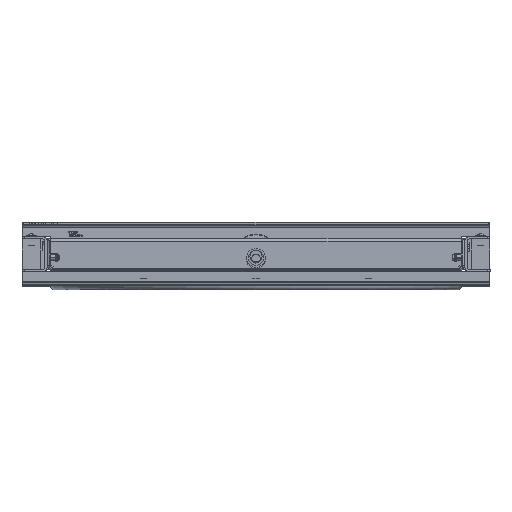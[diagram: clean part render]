
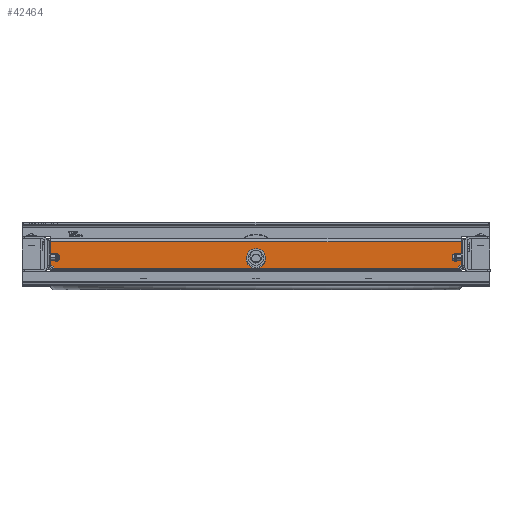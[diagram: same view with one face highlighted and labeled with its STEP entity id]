
A CAD part, front view. The second image highlights one B-rep face of the part: STEP entity #42464.
In plain terms, the highlighted planar face has unit normal (0, -1, 0).
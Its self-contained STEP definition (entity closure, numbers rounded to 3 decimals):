
#539 = EDGE_CURVE ( 'NONE', #47087, #45181, #9941, .T. ) ;
#755 = LINE ( 'NONE', #29733, #42957 ) ;
#1548 = EDGE_CURVE ( 'NONE', #17373, #39001, #15104, .T. ) ;
#2464 = CARTESIAN_POINT ( 'NONE',  ( 443.5, 94., 67.4 ) ) ;
#2739 = CARTESIAN_POINT ( 'NONE',  ( 468.5, 94., 75.5 ) ) ;
#2840 = ORIENTED_EDGE ( 'NONE', *, *, #52679, .T. ) ;
#3031 = VERTEX_POINT ( 'NONE', #25681 ) ;
#3292 = LINE ( 'NONE', #13644, #22528 ) ;
#3819 = EDGE_CURVE ( 'NONE', #20146, #16381, #34568, .T. ) ;
#4386 = DIRECTION ( 'NONE',  ( 0., 0., -1. ) ) ;
#4460 = DIRECTION ( 'NONE',  ( -1., 0., 0. ) ) ;
#4757 = CARTESIAN_POINT ( 'NONE',  ( 443.5, 94., 81.2 ) ) ;
#5526 = PLANE ( 'NONE',  #37846 ) ;
#5833 = VECTOR ( 'NONE', #35547, 1000. ) ;
#6228 = VECTOR ( 'NONE', #39466, 1000. ) ;
#6368 = VERTEX_POINT ( 'NONE', #7899 ) ;
#6507 = ORIENTED_EDGE ( 'NONE', *, *, #41600, .T. ) ;
#7899 = CARTESIAN_POINT ( 'NONE',  ( 430.5, 94., 37.5 ) ) ;
#8129 = CARTESIAN_POINT ( 'NONE',  ( 438.5, 94., 56.2 ) ) ;
#9029 = LINE ( 'NONE', #25635, #38797 ) ;
#9568 = DIRECTION ( 'NONE',  ( 0., -1., 0. ) ) ;
#9941 = LINE ( 'NONE', #4757, #24104 ) ;
#10289 = EDGE_CURVE ( 'NONE', #17373, #11385, #39824, .T. ) ;
#10734 = ORIENTED_EDGE ( 'NONE', *, *, #35096, .T. ) ;
#11385 = VERTEX_POINT ( 'NONE', #11386 ) ;
#11386 = CARTESIAN_POINT ( 'NONE',  ( -8.933, 94., 38.454 ) ) ;
#11814 = VECTOR ( 'NONE', #53787, 1000. ) ;
#11829 = EDGE_CURVE ( 'NONE', #20836, #34391, #16813, .T. ) ;
#11848 = DIRECTION ( 'NONE',  ( 0., -1., 0. ) ) ;
#12190 = ORIENTED_EDGE ( 'NONE', *, *, #11829, .T. ) ;
#12201 = LINE ( 'NONE', #2739, #11814 ) ;
#12623 = ORIENTED_EDGE ( 'NONE', *, *, #46650, .T. ) ;
#12634 = CARTESIAN_POINT ( 'NONE',  ( -444., 94., 100.5 ) ) ;
#13140 = VERTEX_POINT ( 'NONE', #50904 ) ;
#13644 = CARTESIAN_POINT ( 'NONE',  ( 438.5, 94., 100.5 ) ) ;
#13696 = ORIENTED_EDGE ( 'NONE', *, *, #50121, .T. ) ;
#14438 = VECTOR ( 'NONE', #4460, 1000. ) ;
#14540 = CARTESIAN_POINT ( 'NONE',  ( 443.5, 94., 81.2 ) ) ;
#15104 = LINE ( 'NONE', #33725, #33911 ) ;
#15502 = CARTESIAN_POINT ( 'NONE',  ( 443.5, 94., 81.2 ) ) ;
#16304 = CIRCLE ( 'NONE', #39718, 0.5 ) ;
#16381 = VERTEX_POINT ( 'NONE', #55154 ) ;
#16813 = LINE ( 'NONE', #35433, #19417 ) ;
#16929 = LINE ( 'NONE', #12634, #5833 ) ;
#17373 = VERTEX_POINT ( 'NONE', #26407 ) ;
#17889 = CARTESIAN_POINT ( 'NONE',  ( 438.5, 94., 93.763 ) ) ;
#18582 = ORIENTED_EDGE ( 'NONE', *, *, #32822, .T. ) ;
#19382 = DIRECTION ( 'NONE',  ( 0.408, 0., 0.913 ) ) ;
#19417 = VECTOR ( 'NONE', #30850, 1000. ) ;
#19582 = DIRECTION ( 'NONE',  ( 0., 1., 0. ) ) ;
#19596 = DIRECTION ( 'NONE',  ( 1., 0., 0. ) ) ;
#20016 = CARTESIAN_POINT ( 'NONE',  ( 443.5, 94., 37.5 ) ) ;
#20146 = VERTEX_POINT ( 'NONE', #17889 ) ;
#20836 = VERTEX_POINT ( 'NONE', #46441 ) ;
#22207 = DIRECTION ( 'NONE',  ( 1., 0., 0. ) ) ;
#22528 = VECTOR ( 'NONE', #26784, 1000. ) ;
#23304 = VERTEX_POINT ( 'NONE', #25089 ) ;
#23863 = DIRECTION ( 'NONE',  ( 0.707, 0., -0.707 ) ) ;
#23934 = CARTESIAN_POINT ( 'NONE',  ( -9.142, 94., 38. ) ) ;
#24104 = VECTOR ( 'NONE', #42629, 1000. ) ;
#24150 = CARTESIAN_POINT ( 'NONE',  ( 443.5, 94., 100.5 ) ) ;
#25089 = CARTESIAN_POINT ( 'NONE',  ( -439., 94., 45.5 ) ) ;
#25635 = CARTESIAN_POINT ( 'NONE',  ( -439., 94., 100.5 ) ) ;
#25681 = CARTESIAN_POINT ( 'NONE',  ( 8.642, 94., 37.5 ) ) ;
#26399 = VECTOR ( 'NONE', #35724, 1000. ) ;
#26407 = CARTESIAN_POINT ( 'NONE',  ( -9.142, 94., 37.5 ) ) ;
#26784 = DIRECTION ( 'NONE',  ( 0., 0., 1. ) ) ;
#27075 = EDGE_CURVE ( 'NONE', #13140, #20146, #44957, .T. ) ;
#27872 = LINE ( 'NONE', #51118, #37098 ) ;
#28121 = CARTESIAN_POINT ( 'NONE',  ( -25.25, 94., -368.25 ) ) ;
#29617 = CARTESIAN_POINT ( 'NONE',  ( -439., 94., 81.2 ) ) ;
#29733 = CARTESIAN_POINT ( 'NONE',  ( 455.821, 94., 94.999 ) ) ;
#30850 = DIRECTION ( 'NONE',  ( 0.408, 0., -0.913 ) ) ;
#31698 = VERTEX_POINT ( 'NONE', #39619 ) ;
#31761 = CARTESIAN_POINT ( 'NONE',  ( 438.5, 94., 45.5 ) ) ;
#31952 = DIRECTION ( 'NONE',  ( 0., 0., -1. ) ) ;
#32822 = EDGE_CURVE ( 'NONE', #40529, #13140, #32853, .T. ) ;
#32853 = LINE ( 'NONE', #14540, #14438 ) ;
#32945 = EDGE_CURVE ( 'NONE', #6368, #3031, #39558, .T. ) ;
#33725 = CARTESIAN_POINT ( 'NONE',  ( 443.5, 94., 37.5 ) ) ;
#33911 = VECTOR ( 'NONE', #57268, 1000. ) ;
#34391 = VERTEX_POINT ( 'NONE', #56425 ) ;
#34568 = LINE ( 'NONE', #39153, #6228 ) ;
#34749 = ORIENTED_EDGE ( 'NONE', *, *, #32945, .F. ) ;
#35096 = EDGE_CURVE ( 'NONE', #23304, #39001, #47692, .T. ) ;
#35163 = VERTEX_POINT ( 'NONE', #2464 ) ;
#35433 = CARTESIAN_POINT ( 'NONE',  ( -308.837, 94., -235.365 ) ) ;
#35547 = DIRECTION ( 'NONE',  ( 0., 0., -1. ) ) ;
#35724 = DIRECTION ( 'NONE',  ( 0., 0., -1. ) ) ;
#35932 = ORIENTED_EDGE ( 'NONE', *, *, #1548, .F. ) ;
#36093 = ORIENTED_EDGE ( 'NONE', *, *, #539, .T. ) ;
#37098 = VECTOR ( 'NONE', #4386, 1000. ) ;
#37846 = AXIS2_PLACEMENT_3D ( 'NONE', #24150, #19582, #38207 ) ;
#38207 = DIRECTION ( 'NONE',  ( 1., 0., 0. ) ) ;
#38272 = EDGE_LOOP ( 'NONE', ( #44990, #48245, #34749, #51944, #13696, #2840, #47045, #18582, #41323, #60487, #6507, #36093, #54541, #12190, #12623, #10734, #35932, #60222 ) ) ;
#38797 = VECTOR ( 'NONE', #31952, 1000. ) ;
#39001 = VERTEX_POINT ( 'NONE', #57309 ) ;
#39153 = CARTESIAN_POINT ( 'NONE',  ( 443.5, 94., 93.763 ) ) ;
#39466 = DIRECTION ( 'NONE',  ( -1., 0., 0. ) ) ;
#39558 = LINE ( 'NONE', #20016, #39779 ) ;
#39619 = CARTESIAN_POINT ( 'NONE',  ( 8.433, 94., 38.454 ) ) ;
#39718 = AXIS2_PLACEMENT_3D ( 'NONE', #49122, #11848, #22207 ) ;
#39779 = VECTOR ( 'NONE', #57308, 1000. ) ;
#39824 = CIRCLE ( 'NONE', #43692, 0.5 ) ;
#40529 = VERTEX_POINT ( 'NONE', #15502 ) ;
#40692 = VERTEX_POINT ( 'NONE', #8129 ) ;
#41152 = CIRCLE ( 'NONE', #47969, 20.75 ) ;
#41323 = ORIENTED_EDGE ( 'NONE', *, *, #27075, .T. ) ;
#41600 = EDGE_CURVE ( 'NONE', #16381, #47087, #9029, .T. ) ;
#42464 = ADVANCED_FACE ( 'NONE', ( #47388 ), #5526, .F. ) ;
#42629 = DIRECTION ( 'NONE',  ( -1., 0., 0. ) ) ;
#42957 = VECTOR ( 'NONE', #19382, 1000. ) ;
#43692 = AXIS2_PLACEMENT_3D ( 'NONE', #23934, #9568, #60037 ) ;
#43830 = VECTOR ( 'NONE', #23863, 1000. ) ;
#44649 = DIRECTION ( 'NONE',  ( 0., 0., 1. ) ) ;
#44957 = LINE ( 'NONE', #53847, #45625 ) ;
#44990 = ORIENTED_EDGE ( 'NONE', *, *, #58392, .T. ) ;
#45181 = VERTEX_POINT ( 'NONE', #50289 ) ;
#45625 = VECTOR ( 'NONE', #44649, 1000. ) ;
#45685 = EDGE_CURVE ( 'NONE', #45181, #20836, #16929, .T. ) ;
#46441 = CARTESIAN_POINT ( 'NONE',  ( -444., 94., 67.4 ) ) ;
#46650 = EDGE_CURVE ( 'NONE', #34391, #23304, #27872, .T. ) ;
#47045 = ORIENTED_EDGE ( 'NONE', *, *, #49672, .F. ) ;
#47087 = VERTEX_POINT ( 'NONE', #29617 ) ;
#47224 = EDGE_CURVE ( 'NONE', #6368, #53161, #12201, .T. ) ;
#47388 = FACE_OUTER_BOUND ( 'NONE', #38272, .T. ) ;
#47692 = LINE ( 'NONE', #28121, #43830 ) ;
#47969 = AXIS2_PLACEMENT_3D ( 'NONE', #55981, #51678, #19596 ) ;
#48245 = ORIENTED_EDGE ( 'NONE', *, *, #51250, .T. ) ;
#49122 = CARTESIAN_POINT ( 'NONE',  ( 8.642, 94., 38. ) ) ;
#49672 = EDGE_CURVE ( 'NONE', #40529, #35163, #57787, .T. ) ;
#50121 = EDGE_CURVE ( 'NONE', #53161, #40692, #3292, .T. ) ;
#50289 = CARTESIAN_POINT ( 'NONE',  ( -444., 94., 81.2 ) ) ;
#50904 = CARTESIAN_POINT ( 'NONE',  ( 438.5, 94., 81.2 ) ) ;
#51118 = CARTESIAN_POINT ( 'NONE',  ( -439., 94., 100.5 ) ) ;
#51250 = EDGE_CURVE ( 'NONE', #31698, #3031, #16304, .T. ) ;
#51678 = DIRECTION ( 'NONE',  ( 0., 1., 0. ) ) ;
#51944 = ORIENTED_EDGE ( 'NONE', *, *, #47224, .T. ) ;
#52679 = EDGE_CURVE ( 'NONE', #40692, #35163, #755, .T. ) ;
#53161 = VERTEX_POINT ( 'NONE', #31761 ) ;
#53787 = DIRECTION ( 'NONE',  ( 0.707, 0., 0.707 ) ) ;
#53847 = CARTESIAN_POINT ( 'NONE',  ( 438.5, 94., 100.5 ) ) ;
#54395 = CARTESIAN_POINT ( 'NONE',  ( 443.5, 94., 100.5 ) ) ;
#54541 = ORIENTED_EDGE ( 'NONE', *, *, #45685, .T. ) ;
#55154 = CARTESIAN_POINT ( 'NONE',  ( -439., 94., 93.763 ) ) ;
#55981 = CARTESIAN_POINT ( 'NONE',  ( -0.25, 94., 57.3 ) ) ;
#56425 = CARTESIAN_POINT ( 'NONE',  ( -439., 94., 56.2 ) ) ;
#57268 = DIRECTION ( 'NONE',  ( -1., 0., 0. ) ) ;
#57308 = DIRECTION ( 'NONE',  ( -1., 0., 0. ) ) ;
#57309 = CARTESIAN_POINT ( 'NONE',  ( -431., 94., 37.5 ) ) ;
#57787 = LINE ( 'NONE', #54395, #26399 ) ;
#58392 = EDGE_CURVE ( 'NONE', #11385, #31698, #41152, .T. ) ;
#60037 = DIRECTION ( 'NONE',  ( 1., 0., 0. ) ) ;
#60222 = ORIENTED_EDGE ( 'NONE', *, *, #10289, .T. ) ;
#60487 = ORIENTED_EDGE ( 'NONE', *, *, #3819, .T. ) ;
